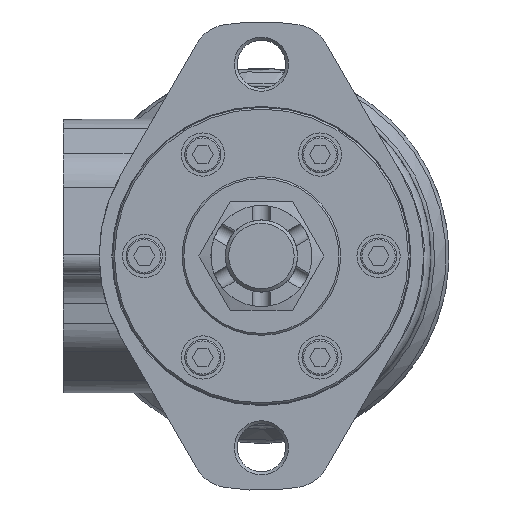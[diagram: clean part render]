
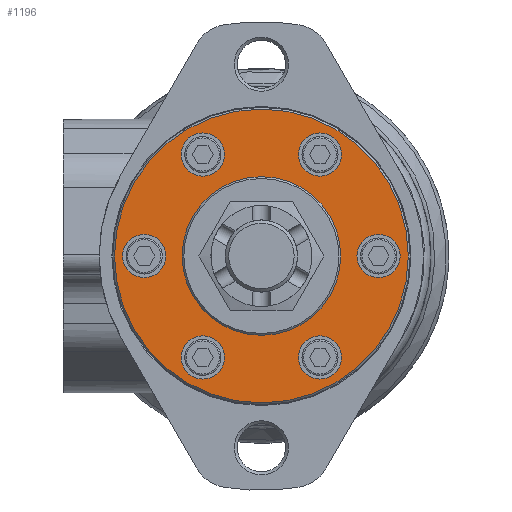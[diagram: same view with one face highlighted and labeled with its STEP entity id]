
A CAD part, left-side view. The second image highlights one B-rep face of the part: STEP entity #1196.
In plain terms, the highlighted planar face has unit normal (-1, 0, 0).
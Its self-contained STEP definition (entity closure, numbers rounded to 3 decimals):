
#1196 = ADVANCED_FACE( '', ( #2555, #2556, #2557, #2558, #2559, #2560, #2561, #2562 ), #2563, .F. );
#2555 = FACE_OUTER_BOUND( '', #4052, .T. );
#2556 = FACE_BOUND( '', #4053, .T. );
#2557 = FACE_BOUND( '', #4054, .T. );
#2558 = FACE_BOUND( '', #4055, .T. );
#2559 = FACE_BOUND( '', #4056, .T. );
#2560 = FACE_BOUND( '', #4057, .T. );
#2561 = FACE_BOUND( '', #4058, .T. );
#2562 = FACE_BOUND( '', #4059, .T. );
#2563 = PLANE( '', #4060 );
#4052 = EDGE_LOOP( '', ( #6937 ) );
#4053 = EDGE_LOOP( '', ( #6938 ) );
#4054 = EDGE_LOOP( '', ( #6939 ) );
#4055 = EDGE_LOOP( '', ( #6940 ) );
#4056 = EDGE_LOOP( '', ( #6941 ) );
#4057 = EDGE_LOOP( '', ( #6942 ) );
#4058 = EDGE_LOOP( '', ( #6943 ) );
#4059 = EDGE_LOOP( '', ( #6944 ) );
#4060 = AXIS2_PLACEMENT_3D( '', #6945, #6946, #6947 );
#6937 = ORIENTED_EDGE( '', *, *, #8907, .F. );
#6938 = ORIENTED_EDGE( '', *, *, #8112, .F. );
#6939 = ORIENTED_EDGE( '', *, *, #8872, .T. );
#6940 = ORIENTED_EDGE( '', *, *, #8185, .T. );
#6941 = ORIENTED_EDGE( '', *, *, #8153, .T. );
#6942 = ORIENTED_EDGE( '', *, *, #8089, .T. );
#6943 = ORIENTED_EDGE( '', *, *, #8932, .T. );
#6944 = ORIENTED_EDGE( '', *, *, #9072, .T. );
#6945 = CARTESIAN_POINT( '', ( 0., 0., 0. ) );
#6946 = DIRECTION( '', ( 1., 0., 0. ) );
#6947 = DIRECTION( '', ( 0., 0., -1. ) );
#8089 = EDGE_CURVE( '', #9443, #9443, #9444, .T. );
#8112 = EDGE_CURVE( '', #9484, #9484, #9485, .F. );
#8153 = EDGE_CURVE( '', #9558, #9558, #9559, .T. );
#8185 = EDGE_CURVE( '', #9614, #9614, #9615, .T. );
#8872 = EDGE_CURVE( '', #10709, #10709, #10710, .T. );
#8907 = EDGE_CURVE( '', #10760, #10760, #10761, .T. );
#8932 = EDGE_CURVE( '', #10794, #10794, #10795, .T. );
#9072 = EDGE_CURVE( '', #10986, #10986, #10987, .T. );
#9443 = VERTEX_POINT( '', #11400 );
#9444 = CIRCLE( '', #11401, 6. );
#9484 = VERTEX_POINT( '', #11465 );
#9485 = CIRCLE( '', #11466, 6. );
#9558 = VERTEX_POINT( '', #11617 );
#9559 = CIRCLE( '', #11618, 6. );
#9614 = VERTEX_POINT( '', #11714 );
#9615 = CIRCLE( '', #11715, 6. );
#10709 = VERTEX_POINT( '', #14233 );
#10710 = CIRCLE( '', #14234, 6. );
#10760 = VERTEX_POINT( '', #14370 );
#10761 = CIRCLE( '', #14371, 40.75 );
#10794 = VERTEX_POINT( '', #14436 );
#10795 = CIRCLE( '', #14437, 6. );
#10986 = VERTEX_POINT( '', #14784 );
#10987 = CIRCLE( '', #14785, 18. );
#11400 = CARTESIAN_POINT( '', ( 0., -16.25, 22.146 ) );
#11401 = AXIS2_PLACEMENT_3D( '', #15692, #15693, #15694 );
#11465 = CARTESIAN_POINT( '', ( 0., 32.5, -6. ) );
#11466 = AXIS2_PLACEMENT_3D( '', #15716, #15717, #15718 );
#11617 = CARTESIAN_POINT( '', ( 0., -32.5, -6. ) );
#11618 = AXIS2_PLACEMENT_3D( '', #15775, #15776, #15777 );
#11714 = CARTESIAN_POINT( '', ( 0., -16.25, -34.146 ) );
#11715 = AXIS2_PLACEMENT_3D( '', #15816, #15817, #15818 );
#14233 = CARTESIAN_POINT( '', ( 0., 16.25, -34.146 ) );
#14234 = AXIS2_PLACEMENT_3D( '', #16560, #16561, #16562 );
#14370 = CARTESIAN_POINT( '', ( 0., 0., -40.75 ) );
#14371 = AXIS2_PLACEMENT_3D( '', #16591, #16592, #16593 );
#14436 = CARTESIAN_POINT( '', ( 0., 16.25, 22.146 ) );
#14437 = AXIS2_PLACEMENT_3D( '', #16611, #16612, #16613 );
#14784 = CARTESIAN_POINT( '', ( 0., 0., -18. ) );
#14785 = AXIS2_PLACEMENT_3D( '', #16761, #16762, #16763 );
#15692 = CARTESIAN_POINT( '', ( 0., -16.25, 28.146 ) );
#15693 = DIRECTION( '', ( 1., 0., 0. ) );
#15694 = DIRECTION( '', ( 0., 0., -1. ) );
#15716 = CARTESIAN_POINT( '', ( 0., 32.5, 0. ) );
#15717 = DIRECTION( '', ( 1., 0., 0. ) );
#15718 = DIRECTION( '', ( 0., 0., -1. ) );
#15775 = CARTESIAN_POINT( '', ( 0., -32.5, 0. ) );
#15776 = DIRECTION( '', ( 1., 0., 0. ) );
#15777 = DIRECTION( '', ( 0., 0., -1. ) );
#15816 = CARTESIAN_POINT( '', ( 0., -16.25, -28.146 ) );
#15817 = DIRECTION( '', ( 1., 0., 0. ) );
#15818 = DIRECTION( '', ( 0., 0., -1. ) );
#16560 = CARTESIAN_POINT( '', ( 0., 16.25, -28.146 ) );
#16561 = DIRECTION( '', ( 1., 0., 0. ) );
#16562 = DIRECTION( '', ( 0., 0., -1. ) );
#16591 = CARTESIAN_POINT( '', ( 0., 0., 0. ) );
#16592 = DIRECTION( '', ( 1., 0., 0. ) );
#16593 = DIRECTION( '', ( 0., 0., -1. ) );
#16611 = CARTESIAN_POINT( '', ( 0., 16.25, 28.146 ) );
#16612 = DIRECTION( '', ( 1., 0., 0. ) );
#16613 = DIRECTION( '', ( 0., 0., -1. ) );
#16761 = CARTESIAN_POINT( '', ( 0., 0., 0. ) );
#16762 = DIRECTION( '', ( 1., 0., 0. ) );
#16763 = DIRECTION( '', ( 0., 0., -1. ) );
